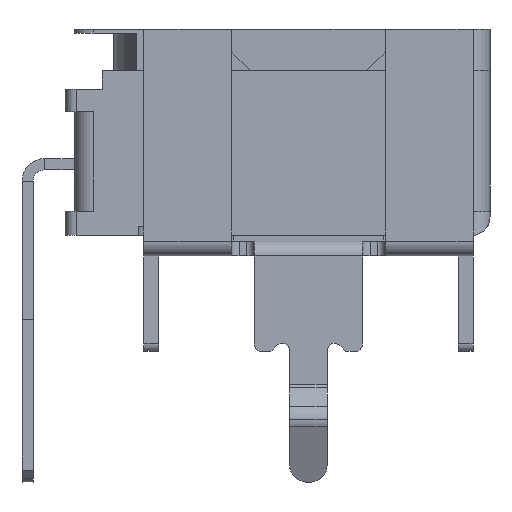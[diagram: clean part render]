
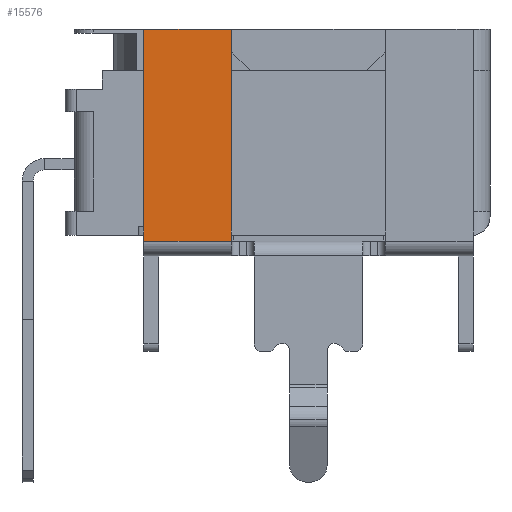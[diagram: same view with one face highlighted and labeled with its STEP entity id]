
A CAD part, left-side view. The second image highlights one B-rep face of the part: STEP entity #15576.
In plain terms, the highlighted planar face has unit normal (-1, 0, 0).
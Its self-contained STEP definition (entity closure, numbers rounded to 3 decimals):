
#7691 = PLANE('',#7692);
#7692 = AXIS2_PLACEMENT_3D('',#7693,#7694,#7695);
#7693 = CARTESIAN_POINT('',(-5.25,4.4,2.55));
#7694 = DIRECTION('',(0.,1.,0.));
#7695 = DIRECTION('',(-1.,0.,0.));
#7732 = VERTEX_POINT('',#7733);
#7733 = CARTESIAN_POINT('',(-5.25,2.055,2.95));
#7747 = PLANE('',#7748);
#7748 = AXIS2_PLACEMENT_3D('',#7749,#7750,#7751);
#7749 = CARTESIAN_POINT('',(-4.85,2.055,2.55));
#7750 = DIRECTION('',(0.,1.,0.));
#7751 = DIRECTION('',(-1.,0.,0.));
#7775 = CYLINDRICAL_SURFACE('',#7776,0.4);
#7776 = AXIS2_PLACEMENT_3D('',#7777,#7778,#7779);
#7777 = CARTESIAN_POINT('',(-4.85,4.4,2.95));
#7778 = DIRECTION('',(0.,1.,0.));
#7779 = DIRECTION('',(-1.,0.,0.));
#11317 = VERTEX_POINT('',#11318);
#11318 = CARTESIAN_POINT('',(-5.25,4.4,2.95));
#11340 = EDGE_CURVE('',#11317,#11341,#11343,.T.);
#11341 = VERTEX_POINT('',#11342);
#11342 = CARTESIAN_POINT('',(-5.25,4.4,8.6));
#11343 = SURFACE_CURVE('',#11344,(#11348,#11355),.PCURVE_S1.);
#11344 = LINE('',#11345,#11346);
#11345 = CARTESIAN_POINT('',(-5.25,4.4,2.55));
#11346 = VECTOR('',#11347,1.);
#11347 = DIRECTION('',(0.,0.,1.));
#11348 = PCURVE('',#7691,#11349);
#11349 = DEFINITIONAL_REPRESENTATION('',(#11350),#11354);
#11350 = LINE('',#11351,#11352);
#11351 = CARTESIAN_POINT('',(0.,-0.));
#11352 = VECTOR('',#11353,1.);
#11353 = DIRECTION('',(0.,1.));
#11354 = ( GEOMETRIC_REPRESENTATION_CONTEXT(2) 
PARAMETRIC_REPRESENTATION_CONTEXT() REPRESENTATION_CONTEXT('2D SPACE',''
  ) );
#11355 = PCURVE('',#11356,#11361);
#11356 = PLANE('',#11357);
#11357 = AXIS2_PLACEMENT_3D('',#11358,#11359,#11360);
#11358 = CARTESIAN_POINT('',(-5.25,4.4,2.55));
#11359 = DIRECTION('',(-1.,0.,0.));
#11360 = DIRECTION('',(0.,-1.,0.));
#11361 = DEFINITIONAL_REPRESENTATION('',(#11362),#11366);
#11362 = LINE('',#11363,#11364);
#11363 = CARTESIAN_POINT('',(0.,-0.));
#11364 = VECTOR('',#11365,1.);
#11365 = DIRECTION('',(0.,1.));
#11366 = ( GEOMETRIC_REPRESENTATION_CONTEXT(2) 
PARAMETRIC_REPRESENTATION_CONTEXT() REPRESENTATION_CONTEXT('2D SPACE',''
  ) );
#11383 = PLANE('',#11384);
#11384 = AXIS2_PLACEMENT_3D('',#11385,#11386,#11387);
#11385 = CARTESIAN_POINT('',(-7.,-7.,8.6));
#11386 = DIRECTION('',(0.,0.,1.));
#11387 = DIRECTION('',(1.,0.,0.));
#11467 = VERTEX_POINT('',#11468);
#11468 = CARTESIAN_POINT('',(-5.25,2.055,8.6));
#11489 = EDGE_CURVE('',#11467,#7732,#11490,.T.);
#11490 = SURFACE_CURVE('',#11491,(#11495,#11502),.PCURVE_S1.);
#11491 = LINE('',#11492,#11493);
#11492 = CARTESIAN_POINT('',(-5.25,2.055,2.55));
#11493 = VECTOR('',#11494,1.);
#11494 = DIRECTION('',(0.,0.,-1.));
#11495 = PCURVE('',#7747,#11496);
#11496 = DEFINITIONAL_REPRESENTATION('',(#11497),#11501);
#11497 = LINE('',#11498,#11499);
#11498 = CARTESIAN_POINT('',(0.4,0.));
#11499 = VECTOR('',#11500,1.);
#11500 = DIRECTION('',(0.,-1.));
#11501 = ( GEOMETRIC_REPRESENTATION_CONTEXT(2) 
PARAMETRIC_REPRESENTATION_CONTEXT() REPRESENTATION_CONTEXT('2D SPACE',''
  ) );
#11502 = PCURVE('',#11356,#11503);
#11503 = DEFINITIONAL_REPRESENTATION('',(#11504),#11508);
#11504 = LINE('',#11505,#11506);
#11505 = CARTESIAN_POINT('',(2.345,0.));
#11506 = VECTOR('',#11507,1.);
#11507 = DIRECTION('',(0.,-1.));
#11508 = ( GEOMETRIC_REPRESENTATION_CONTEXT(2) 
PARAMETRIC_REPRESENTATION_CONTEXT() REPRESENTATION_CONTEXT('2D SPACE',''
  ) );
#11560 = EDGE_CURVE('',#11317,#7732,#11561,.T.);
#11561 = SURFACE_CURVE('',#11562,(#11566,#11573),.PCURVE_S1.);
#11562 = LINE('',#11563,#11564);
#11563 = CARTESIAN_POINT('',(-5.25,2.05,2.95));
#11564 = VECTOR('',#11565,1.);
#11565 = DIRECTION('',(0.,-1.,0.));
#11566 = PCURVE('',#7775,#11567);
#11567 = DEFINITIONAL_REPRESENTATION('',(#11568),#11572);
#11568 = LINE('',#11569,#11570);
#11569 = CARTESIAN_POINT('',(6.283,-2.35));
#11570 = VECTOR('',#11571,1.);
#11571 = DIRECTION('',(0.,-1.));
#11572 = ( GEOMETRIC_REPRESENTATION_CONTEXT(2) 
PARAMETRIC_REPRESENTATION_CONTEXT() REPRESENTATION_CONTEXT('2D SPACE',''
  ) );
#11573 = PCURVE('',#11356,#11574);
#11574 = DEFINITIONAL_REPRESENTATION('',(#11575),#11579);
#11575 = LINE('',#11576,#11577);
#11576 = CARTESIAN_POINT('',(2.35,0.4));
#11577 = VECTOR('',#11578,1.);
#11578 = DIRECTION('',(1.,0.));
#11579 = ( GEOMETRIC_REPRESENTATION_CONTEXT(2) 
PARAMETRIC_REPRESENTATION_CONTEXT() REPRESENTATION_CONTEXT('2D SPACE',''
  ) );
#15556 = EDGE_CURVE('',#11467,#11341,#15557,.T.);
#15557 = SURFACE_CURVE('',#15558,(#15562,#15568),.PCURVE_S1.);
#15558 = LINE('',#15559,#15560);
#15559 = CARTESIAN_POINT('',(-5.25,-1.3,8.6));
#15560 = VECTOR('',#15561,1.);
#15561 = DIRECTION('',(0.,1.,0.));
#15562 = PCURVE('',#11383,#15563);
#15563 = DEFINITIONAL_REPRESENTATION('',(#15564),#15567);
#15564 = B_SPLINE_CURVE_WITH_KNOTS('',1,(#15565,#15566),.UNSPECIFIED.,
  .F.,.F.,(2,2),(3.121,5.935),.PIECEWISE_BEZIER_KNOTS.);
#15565 = CARTESIAN_POINT('',(1.75,8.821));
#15566 = CARTESIAN_POINT('',(1.75,11.635));
#15567 = ( GEOMETRIC_REPRESENTATION_CONTEXT(2) 
PARAMETRIC_REPRESENTATION_CONTEXT() REPRESENTATION_CONTEXT('2D SPACE',''
  ) );
#15568 = PCURVE('',#11356,#15569);
#15569 = DEFINITIONAL_REPRESENTATION('',(#15570),#15573);
#15570 = B_SPLINE_CURVE_WITH_KNOTS('',1,(#15571,#15572),.UNSPECIFIED.,
  .F.,.F.,(2,2),(3.121,5.935),.PIECEWISE_BEZIER_KNOTS.);
#15571 = CARTESIAN_POINT('',(2.58,6.05));
#15572 = CARTESIAN_POINT('',(-0.235,6.05));
#15573 = ( GEOMETRIC_REPRESENTATION_CONTEXT(2) 
PARAMETRIC_REPRESENTATION_CONTEXT() REPRESENTATION_CONTEXT('2D SPACE',''
  ) );
#15576 = ADVANCED_FACE('',(#15577),#11356,.T.);
#15577 = FACE_BOUND('',#15578,.T.);
#15578 = EDGE_LOOP('',(#15579,#15580,#15581,#15582));
#15579 = ORIENTED_EDGE('',*,*,#11340,.F.);
#15580 = ORIENTED_EDGE('',*,*,#11560,.T.);
#15581 = ORIENTED_EDGE('',*,*,#11489,.F.);
#15582 = ORIENTED_EDGE('',*,*,#15556,.T.);
